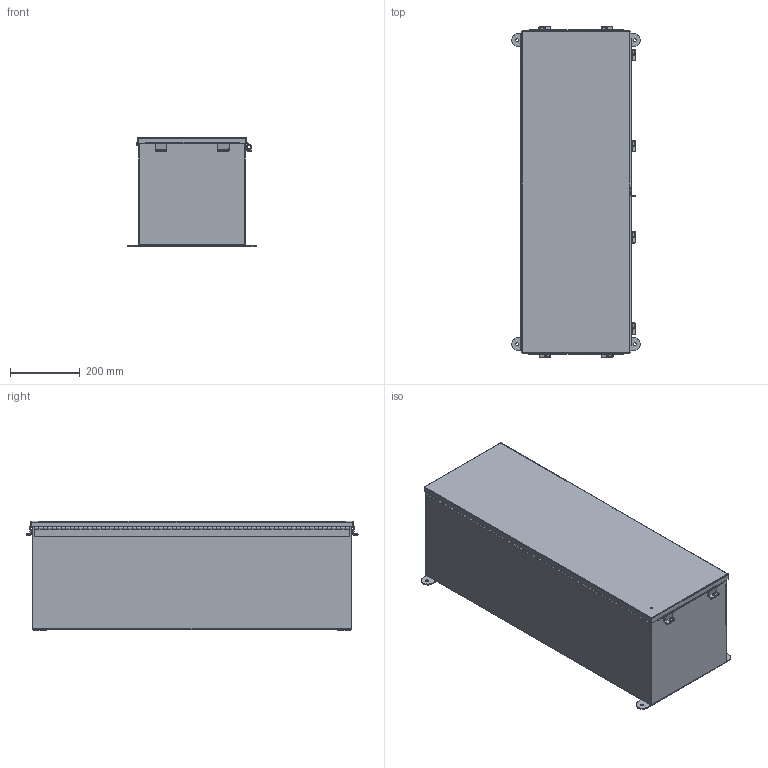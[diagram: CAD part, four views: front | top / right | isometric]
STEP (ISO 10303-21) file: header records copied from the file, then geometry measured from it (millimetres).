
FILE_DESCRIPTION (( 'STEP AP203' ), '1' );
FILE_NAME ('N121236SSCHTR.STEP', '2016-03-03T18:14:13', ( 'change1' ), ( 'Microsoft' ), 'SwSTEP 2.0', 'SolidWorks 2015', '' );
FILE_SCHEMA (( 'CONFIG_CONTROL_DESIGN' ));
Length unit declared in the file: inch
Products named in the file (13): N121236SSCHTR; N121236SSCHTR JIC_Cover_Template; N121236SSCHTR JIC Clamp Bracket; N121236SSCHTR JIC Cover Clamp; N121236SSCHTR JIC Top; N121236SSCHTR JIC Bottom; N121236SSCHTR JIC Enclosure Template; N121236SSCHTR HW-CD-S-25020-034; N121236SSCHTR Hinge Body Side; HW-CLH-JH-20154; N121236SSCHTR Hinge Cover Side JIC; N121236SSCHTR JIC Mounting Bracket; N121236SSCHTR _JIC Hinge
Assembly tree (28 placements, depth 3):
  N121236SSCHTR
    N121236SSCHTR JIC Enclosure Template
    N121236SSCHTR _JIC Hinge
      N121236SSCHTR Hinge Body Side
      N121236SSCHTR Hinge Cover Side JIC
    N121236SSCHTR JIC_Cover_Template
    N121236SSCHTR JIC Clamp Bracket  x8
    N121236SSCHTR JIC Cover Clamp  x8
    N121236SSCHTR JIC Top
    N121236SSCHTR JIC Bottom
    N121236SSCHTR HW-CD-S-25020-034  x2
    HW-CLH-JH-20154
    N121236SSCHTR JIC Mounting Bracket  x2
Bounding box: 368.3 x 950.13 x 313.36 mm (x, y, z)
Volume: 2789185.7 mm3; surface area: 2935926.1 mm2
Topology: 27 solids, 27 shells, 1240 faces, 3101 edges, 1917 vertices
Faces by surface type: plane 761, cylinder 459, bspline 8, torus 8, cone 4
Entity records: 29510 total; most frequent: CARTESIAN_POINT 5151, DIRECTION 4857, ORIENTED_EDGE 4672, EDGE_CURVE 2336, VECTOR 1619, LINE 1619, AXIS2_PLACEMENT_3D 1619, VERTEX_POINT 1465
